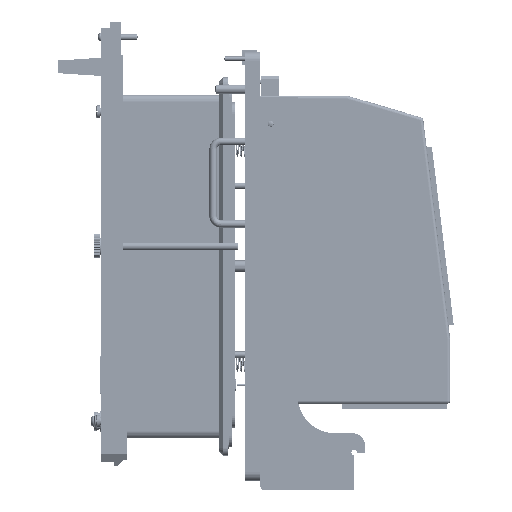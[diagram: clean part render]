
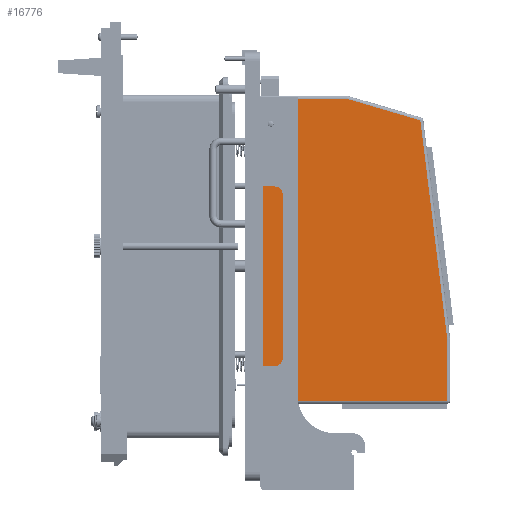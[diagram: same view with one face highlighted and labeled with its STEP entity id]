
A CAD part, left-side view. The second image highlights one B-rep face of the part: STEP entity #16776.
In plain terms, the highlighted planar face has unit normal (-1, 0, 0).
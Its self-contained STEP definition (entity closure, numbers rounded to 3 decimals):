
#2129 = LINE ( 'NONE', #80566, #115462 ) ;
#6588 = CARTESIAN_POINT ( 'NONE',  ( -146., 130., 103. ) ) ;
#7327 = DIRECTION ( 'NONE',  ( 0., 0., 1. ) ) ;
#9116 = DIRECTION ( 'NONE',  ( 0., 0., 1. ) ) ;
#15521 = DIRECTION ( 'NONE',  ( 1., 0., 0. ) ) ;
#16776 = ADVANCED_FACE ( 'NONE', ( #53179 ), #23819, .F. ) ;
#16908 = LINE ( 'NONE', #46207, #40732 ) ;
#19668 = CARTESIAN_POINT ( 'NONE',  ( -146., 2., -60.009 ) ) ;
#20417 = VERTEX_POINT ( 'NONE', #93397 ) ;
#20609 = LINE ( 'NONE', #28296, #42344 ) ;
#23819 = PLANE ( 'NONE',  #26372 ) ;
#26372 = AXIS2_PLACEMENT_3D ( 'NONE', #6588, #15521, #102951 ) ;
#28296 = CARTESIAN_POINT ( 'NONE',  ( -146., 125., 103. ) ) ;
#29202 = DIRECTION ( 'NONE',  ( 0., 0.122, 0.993 ) ) ;
#29597 = DIRECTION ( 'NONE',  ( 0., 1., 0. ) ) ;
#29795 = EDGE_LOOP ( 'NONE', ( #43981, #65600, #39209, #58812, #122891, #103003 ) ) ;
#31462 = VECTOR ( 'NONE', #7327, 1000. ) ;
#35176 = EDGE_CURVE ( 'NONE', #38769, #20417, #2129, .T. ) ;
#36664 = DIRECTION ( 'NONE',  ( 0., -1., 0. ) ) ;
#38769 = VERTEX_POINT ( 'NONE', #69049 ) ;
#39209 = ORIENTED_EDGE ( 'NONE', *, *, #56932, .T. ) ;
#40732 = VECTOR ( 'NONE', #36664, 1000. ) ;
#42344 = VECTOR ( 'NONE', #9116, 1000. ) ;
#43981 = ORIENTED_EDGE ( 'NONE', *, *, #105036, .F. ) ;
#44369 = LINE ( 'NONE', #104369, #102492 ) ;
#46207 = CARTESIAN_POINT ( 'NONE',  ( -146., 130., -101. ) ) ;
#53179 = FACE_OUTER_BOUND ( 'NONE', #29795, .T. ) ;
#55200 = LINE ( 'NONE', #74322, #31462 ) ;
#56932 = EDGE_CURVE ( 'NONE', #61762, #115949, #55200, .T. ) ;
#58193 = DIRECTION ( 'NONE',  ( 0., 0.959, 0.283 ) ) ;
#58812 = ORIENTED_EDGE ( 'NONE', *, *, #102930, .T. ) ;
#61762 = VERTEX_POINT ( 'NONE', #67518 ) ;
#62368 = CARTESIAN_POINT ( 'NONE',  ( -146., 19.983, 86.453 ) ) ;
#65600 = ORIENTED_EDGE ( 'NONE', *, *, #107529, .T. ) ;
#67518 = CARTESIAN_POINT ( 'NONE',  ( -146., 2., -101. ) ) ;
#69049 = CARTESIAN_POINT ( 'NONE',  ( -146., 69.289, 101. ) ) ;
#69404 = VERTEX_POINT ( 'NONE', #62368 ) ;
#74322 = CARTESIAN_POINT ( 'NONE',  ( -146., 2., -59.887 ) ) ;
#76574 = EDGE_CURVE ( 'NONE', #69404, #38769, #44369, .T. ) ;
#78589 = VECTOR ( 'NONE', #29202, 1000. ) ;
#80566 = CARTESIAN_POINT ( 'NONE',  ( -146., 130., 101. ) ) ;
#80834 = CARTESIAN_POINT ( 'NONE',  ( -146., 23.619, 116.062 ) ) ;
#81412 = VERTEX_POINT ( 'NONE', #84976 ) ;
#84976 = CARTESIAN_POINT ( 'NONE',  ( -146., 125., -101. ) ) ;
#87263 = LINE ( 'NONE', #80834, #78589 ) ;
#93397 = CARTESIAN_POINT ( 'NONE',  ( -146., 125., 101. ) ) ;
#102492 = VECTOR ( 'NONE', #58193, 1000. ) ;
#102930 = EDGE_CURVE ( 'NONE', #115949, #69404, #87263, .T. ) ;
#102951 = DIRECTION ( 'NONE',  ( 0., 0., -1. ) ) ;
#103003 = ORIENTED_EDGE ( 'NONE', *, *, #35176, .T. ) ;
#104369 = CARTESIAN_POINT ( 'NONE',  ( -146., 125.681, 117.638 ) ) ;
#105036 = EDGE_CURVE ( 'NONE', #81412, #20417, #20609, .T. ) ;
#107529 = EDGE_CURVE ( 'NONE', #81412, #61762, #16908, .T. ) ;
#115462 = VECTOR ( 'NONE', #29597, 1000. ) ;
#115949 = VERTEX_POINT ( 'NONE', #19668 ) ;
#122891 = ORIENTED_EDGE ( 'NONE', *, *, #76574, .T. ) ;
